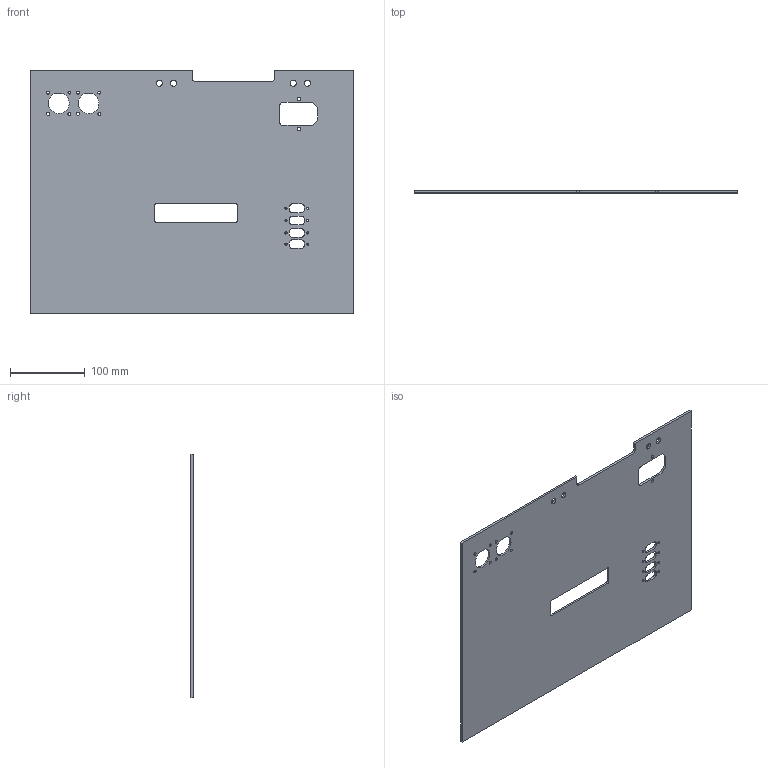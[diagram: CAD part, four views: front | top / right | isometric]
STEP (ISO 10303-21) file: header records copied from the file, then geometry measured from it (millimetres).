
FILE_DESCRIPTION(/* description */ (''),/* implementation_level */ '2;1');
FILE_NAME(/* name */ 'Top_Acrylic_Mount.stp',/* time_stamp */ '2019-07-31T09:19:27-07:00',/* author */ ('Jorian Bruslind'),/* organization */ (''),/* preprocessor_version */ 'ST-DEVELOPER v17',/* originating_system */ 'Autodesk Inventor 2019',/* authorisation */ '');
FILE_SCHEMA (('AUTOMOTIVE_DESIGN { 1 0 10303 214 3 1 1 }'));
Length unit declared in the file: millimetre
Products named in the file (1): Top_Acrylic_Mount
Bounding box: 433 x 3 x 326 mm (x, y, z)
Volume: 398434 mm3; surface area: 273612.3 mm2
Topology: 1 solids, 1 shells, 90 faces, 264 edges, 176 vertices
Faces by surface type: cylinder 50, plane 40
Full cylindrical faces by diameter (mm): 2.896 x8, 4 x8, 4.5 x2, 8 x4
Entity records: 3187 total; most frequent: DIRECTION 546, CARTESIAN_POINT 531, ORIENTED_EDGE 528, EDGE_CURVE 264, AXIS2_PLACEMENT_3D 191, VERTEX_POINT 176, LINE 164, VECTOR 164
